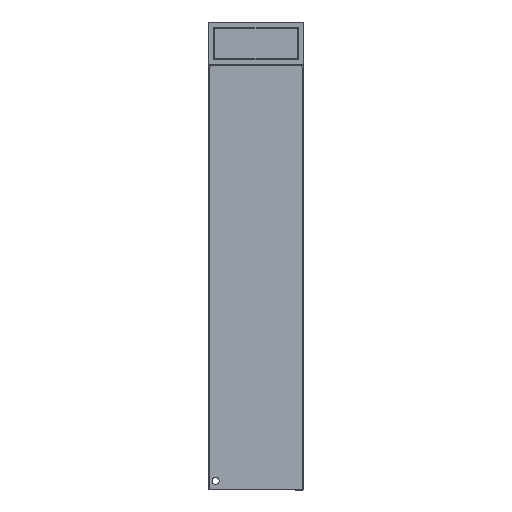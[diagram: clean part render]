
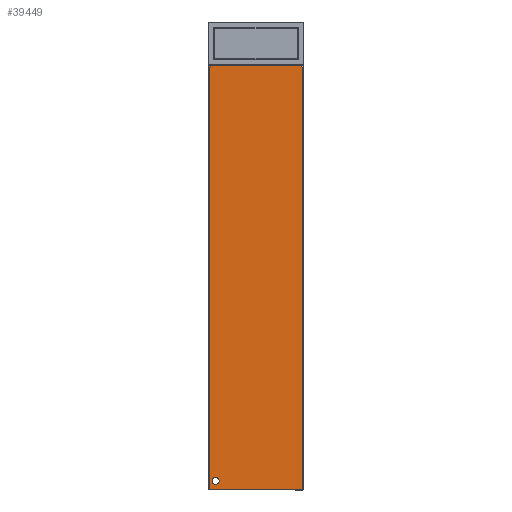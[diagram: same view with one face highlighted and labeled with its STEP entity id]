
A CAD part, top view. The second image highlights one B-rep face of the part: STEP entity #39449.
In plain terms, the highlighted face is planar.
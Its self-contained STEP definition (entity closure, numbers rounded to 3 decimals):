
#661 = AXIS2_PLACEMENT_3D ( 'NONE', #38262, #20294, #15117 ) ;
#2778 = CARTESIAN_POINT ( 'NONE',  ( -25., 528.333, -28.43 ) ) ;
#2868 = CARTESIAN_POINT ( 'NONE',  ( -25., 495., -890.292 ) ) ;
#3109 = LINE ( 'NONE', #58562, #7020 ) ;
#3289 = VERTEX_POINT ( 'NONE', #28027 ) ;
#3812 = EDGE_LOOP ( 'NONE', ( #32927, #33789 ) ) ;
#5467 = VECTOR ( 'NONE', #38931, 1000. ) ;
#7020 = VECTOR ( 'NONE', #36274, 1000. ) ;
#9884 = CARTESIAN_POINT ( 'NONE',  ( -25., 495., -52. ) ) ;
#12457 = LINE ( 'NONE', #17348, #19147 ) ;
#14323 = ORIENTED_EDGE ( 'NONE', *, *, #59488, .T. ) ;
#15117 = DIRECTION ( 'NONE',  ( 0., 0., 1. ) ) ;
#16118 = ORIENTED_EDGE ( 'NONE', *, *, #39800, .T. ) ;
#16338 = VERTEX_POINT ( 'NONE', #57898 ) ;
#16845 = VERTEX_POINT ( 'NONE', #40726 ) ;
#17348 = CARTESIAN_POINT ( 'NONE',  ( -25., 0., -54.5 ) ) ;
#18217 = EDGE_CURVE ( 'NONE', #36119, #16845, #33729, .T. ) ;
#19147 = VECTOR ( 'NONE', #35893, 1000. ) ;
#19463 = CARTESIAN_POINT ( 'NONE',  ( -25., 528.333, 28.43 ) ) ;
#19475 = ORIENTED_EDGE ( 'NONE', *, *, #42080, .F. ) ;
#20294 = DIRECTION ( 'NONE',  ( -1., 0., 0. ) ) ;
#21318 = ORIENTED_EDGE ( 'NONE', *, *, #37743, .T. ) ;
#22070 = ORIENTED_EDGE ( 'NONE', *, *, #33486, .F. ) ;
#22930 = LINE ( 'NONE', #23821, #28253 ) ;
#23821 = CARTESIAN_POINT ( 'NONE',  ( -25., 545., -54.5 ) ) ;
#25892 = VERTEX_POINT ( 'NONE', #9884 ) ;
#26247 = AXIS2_PLACEMENT_3D ( 'NONE', #38295, #60251, #56896 ) ;
#26643 = CARTESIAN_POINT ( 'NONE',  ( -25., 545., -54.5 ) ) ;
#28027 = CARTESIAN_POINT ( 'NONE',  ( -25., 495., 52. ) ) ;
#28253 = VECTOR ( 'NONE', #37232, 1000. ) ;
#29356 = VERTEX_POINT ( 'NONE', #42575 ) ;
#29982 = DIRECTION ( 'NONE',  ( 0., 0., 1. ) ) ;
#30533 = EDGE_CURVE ( 'NONE', #16845, #36119, #48646, .T. ) ;
#31657 = DIRECTION ( 'NONE',  ( 0., -0.816, -0.577 ) ) ;
#32927 = ORIENTED_EDGE ( 'NONE', *, *, #30533, .F. ) ;
#33486 = EDGE_CURVE ( 'NONE', #58297, #47054, #3109, .T. ) ;
#33729 = CIRCLE ( 'NONE', #661, 4.1 ) ;
#33789 = ORIENTED_EDGE ( 'NONE', *, *, #18217, .F. ) ;
#35893 = DIRECTION ( 'NONE',  ( 0., 0., 1. ) ) ;
#36119 = VERTEX_POINT ( 'NONE', #43603 ) ;
#36274 = DIRECTION ( 'NONE',  ( 0., -1., 0. ) ) ;
#36379 = PLANE ( 'NONE',  #48461 ) ;
#37232 = DIRECTION ( 'NONE',  ( 0., -1., 0. ) ) ;
#37743 = EDGE_CURVE ( 'NONE', #58297, #3289, #47814, .T. ) ;
#38262 = CARTESIAN_POINT ( 'NONE',  ( -25., 10.5, -47. ) ) ;
#38295 = CARTESIAN_POINT ( 'NONE',  ( -25., 10.5, -47. ) ) ;
#38454 = VECTOR ( 'NONE', #29982, 1000. ) ;
#38931 = DIRECTION ( 'NONE',  ( 0., 0.816, -0.577 ) ) ;
#39421 = LINE ( 'NONE', #2868, #38454 ) ;
#39449 = ADVANCED_FACE ( 'NONE', ( #40976, #45866 ), #36379, .F. ) ;
#39800 = EDGE_CURVE ( 'NONE', #25892, #16338, #40531, .T. ) ;
#40531 = LINE ( 'NONE', #2778, #54307 ) ;
#40726 = CARTESIAN_POINT ( 'NONE',  ( -25., 10.5, -42.9 ) ) ;
#40976 = FACE_BOUND ( 'NONE', #3812, .T. ) ;
#41272 = DIRECTION ( 'NONE',  ( 1., 0., 0. ) ) ;
#41972 = CARTESIAN_POINT ( 'NONE',  ( -25., 491.464, 54.5 ) ) ;
#42080 = EDGE_CURVE ( 'NONE', #25892, #3289, #39421, .T. ) ;
#42575 = CARTESIAN_POINT ( 'NONE',  ( -25., 0., -54.5 ) ) ;
#43603 = CARTESIAN_POINT ( 'NONE',  ( -25., 10.5, -51.1 ) ) ;
#45256 = DIRECTION ( 'NONE',  ( 0., 0., -1. ) ) ;
#45866 = FACE_OUTER_BOUND ( 'NONE', #56337, .T. ) ;
#47054 = VERTEX_POINT ( 'NONE', #54699 ) ;
#47814 = LINE ( 'NONE', #19463, #5467 ) ;
#48461 = AXIS2_PLACEMENT_3D ( 'NONE', #26643, #41272, #45256 ) ;
#48646 = CIRCLE ( 'NONE', #26247, 4.1 ) ;
#48764 = EDGE_CURVE ( 'NONE', #16338, #29356, #22930, .T. ) ;
#48795 = ORIENTED_EDGE ( 'NONE', *, *, #48764, .T. ) ;
#54307 = VECTOR ( 'NONE', #31657, 1000. ) ;
#54699 = CARTESIAN_POINT ( 'NONE',  ( -25., 0., 54.5 ) ) ;
#56337 = EDGE_LOOP ( 'NONE', ( #22070, #21318, #19475, #16118, #48795, #14323 ) ) ;
#56896 = DIRECTION ( 'NONE',  ( 0., 0., 1. ) ) ;
#57898 = CARTESIAN_POINT ( 'NONE',  ( -25., 491.464, -54.5 ) ) ;
#58297 = VERTEX_POINT ( 'NONE', #41972 ) ;
#58562 = CARTESIAN_POINT ( 'NONE',  ( -25., 545., 54.5 ) ) ;
#59488 = EDGE_CURVE ( 'NONE', #29356, #47054, #12457, .T. ) ;
#60251 = DIRECTION ( 'NONE',  ( -1., 0., 0. ) ) ;
